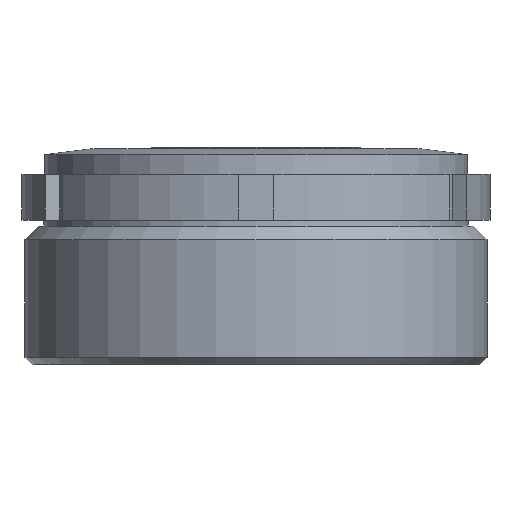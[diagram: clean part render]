
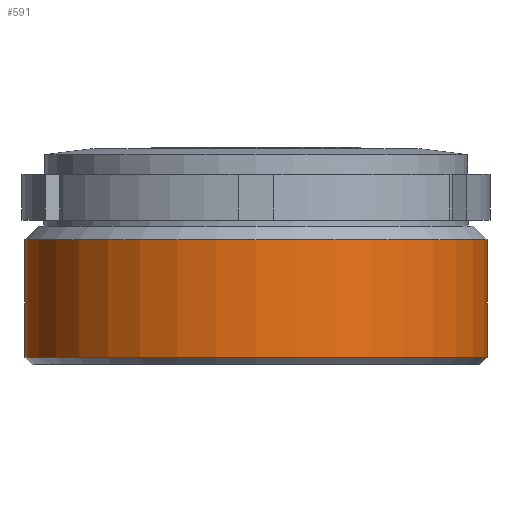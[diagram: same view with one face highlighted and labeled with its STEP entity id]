
A CAD part, front view. The second image highlights one B-rep face of the part: STEP entity #591.
In plain terms, the highlighted cylindrical face has radius 77.5 mm (diameter 155 mm), a partial arc.
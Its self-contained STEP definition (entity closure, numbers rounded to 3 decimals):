
#118 = EDGE_CURVE ( 'NONE', #317, #333, #2986, .T. ) ;
#186 = EDGE_CURVE ( 'NONE', #333, #269, #3191, .T. ) ;
#265 = EDGE_CURVE ( 'NONE', #314, #269, #2580, .T. ) ;
#269 = VERTEX_POINT ( 'NONE', #2584 ) ;
#314 = VERTEX_POINT ( 'NONE', #2685 ) ;
#317 = VERTEX_POINT ( 'NONE', #2697 ) ;
#333 = VERTEX_POINT ( 'NONE', #2720 ) ;
#567 = EDGE_CURVE ( 'NONE', #314, #317, #1394, .T. ) ;
#570 = ORIENTED_EDGE ( 'NONE', *, *, #186, .T. ) ;
#591 = ADVANCED_FACE ( 'NONE', ( #1448 ), #1453, .T. ) ;
#599 = ORIENTED_EDGE ( 'NONE', *, *, #265, .F. ) ;
#600 = ORIENTED_EDGE ( 'NONE', *, *, #567, .T. ) ;
#601 = EDGE_LOOP ( 'NONE', ( #599, #600, #602, #570 ) ) ;
#602 = ORIENTED_EDGE ( 'NONE', *, *, #118, .T. ) ;
#1389 = AXIS2_PLACEMENT_3D ( 'NONE', #1393, #1399, #1402 ) ;
#1393 = CARTESIAN_POINT ( 'NONE',  ( 0., 0., 42. ) ) ;
#1394 = CIRCLE ( 'NONE', #1389, 77.5 ) ;
#1399 = DIRECTION ( 'NONE',  ( 0., 0., -1. ) ) ;
#1402 = DIRECTION ( 'NONE',  ( 1., 0., 0. ) ) ;
#1448 = FACE_OUTER_BOUND ( 'NONE', #601, .T. ) ;
#1449 = DIRECTION ( 'NONE',  ( -1., 0., 0. ) ) ;
#1450 = AXIS2_PLACEMENT_3D ( 'NONE', #1452, #1451, #1449 ) ;
#1451 = DIRECTION ( 'NONE',  ( 0., 0., -1. ) ) ;
#1452 = CARTESIAN_POINT ( 'NONE',  ( 0., 0., 46.5 ) ) ;
#1453 = CYLINDRICAL_SURFACE ( 'NONE', #1450, 77.5 ) ;
#2578 = VECTOR ( 'NONE', #2601, 1000. ) ;
#2579 = CARTESIAN_POINT ( 'NONE',  ( 77.5, 0., 46.5 ) ) ;
#2580 = LINE ( 'NONE', #2579, #2578 ) ;
#2584 = CARTESIAN_POINT ( 'NONE',  ( 77.5, 0., 2.5 ) ) ;
#2601 = DIRECTION ( 'NONE',  ( 0., 0., -1. ) ) ;
#2685 = CARTESIAN_POINT ( 'NONE',  ( 77.5, 0., 42. ) ) ;
#2697 = CARTESIAN_POINT ( 'NONE',  ( -77.5, 0., 42. ) ) ;
#2720 = CARTESIAN_POINT ( 'NONE',  ( -77.5, 0., 2.5 ) ) ;
#2986 = LINE ( 'NONE', #3000, #2991 ) ;
#2991 = VECTOR ( 'NONE', #2994, 1000. ) ;
#2994 = DIRECTION ( 'NONE',  ( 0., 0., -1. ) ) ;
#3000 = CARTESIAN_POINT ( 'NONE',  ( -77.5, 0., 46.5 ) ) ;
#3190 = AXIS2_PLACEMENT_3D ( 'NONE', #3197, #3196, #3202 ) ;
#3191 = CIRCLE ( 'NONE', #3190, 77.5 ) ;
#3196 = DIRECTION ( 'NONE',  ( 0., 0., 1. ) ) ;
#3197 = CARTESIAN_POINT ( 'NONE',  ( 0., 0., 2.5 ) ) ;
#3202 = DIRECTION ( 'NONE',  ( 1., 0., 0. ) ) ;
